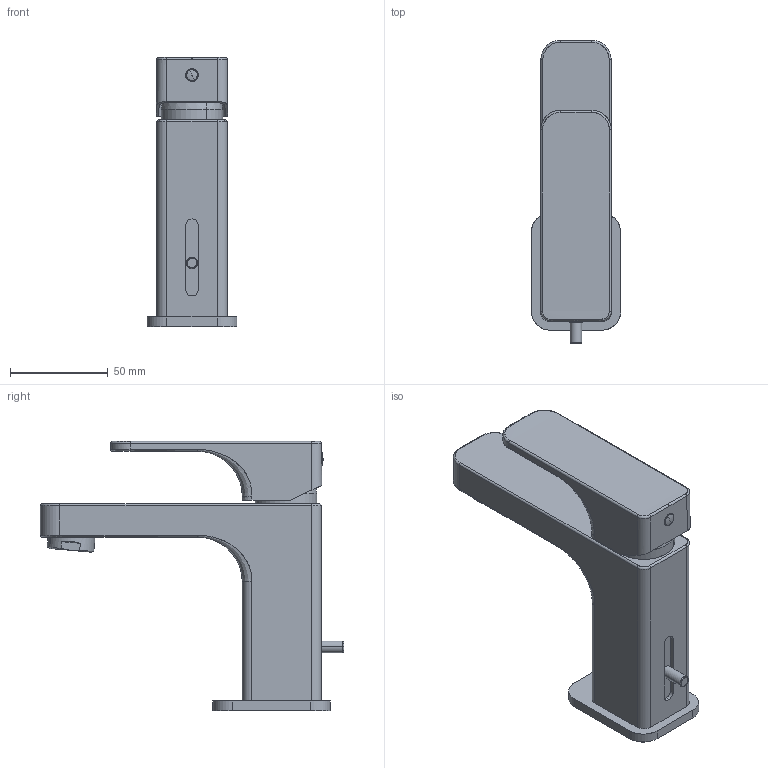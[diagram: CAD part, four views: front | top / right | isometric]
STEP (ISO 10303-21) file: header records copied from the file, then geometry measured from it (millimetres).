
FILE_DESCRIPTION(('CATIA V5 STEP Exchange','CAx-IF Rec.Pracs.--- Model Styling and Organization---1.5--- 2016-08-15','CAx-IF Rec.Pracs.---Supplemental Geometry---1.0---2011-11-01','CAx-IF Rec.Pracs.--- Composite Materials ---3.4---2017-06-13','CAx-IF Rec.Pracs.---Tessellated 3D Geometry---1.0---2015-12-17'),'2;1');
FILE_NAME('CU000511.stp','2024-07-09T06:34:30+00:00',('none'),('none'),'CATIA Version 5-6 Release 2020 SP2','CATIA V5 STEP AP242 v2','none');
FILE_SCHEMA(('AP242_MANAGED_MODEL_BASED_3D_ENGINEERING_MIM_LF {1 0 10303 442 1 1 4}'));
Length unit declared in the file: millimetre
Products named in the file (1): CU00051
Bounding box: 46 x 155.5 x 138.1 mm (x, y, z)
Surface area: 62926.8 mm2 (no closed solid volume)
Topology: 0 solids, 311 shells, 311 faces, 1437 edges, 1424 vertices
Faces by surface type: cylinder 127, plane 79, revolution 75, bspline 30
Entity records: 19967 total; most frequent: CARTESIAN_POINT 9020, DIRECTION 1565, EDGE_CURVE 1424, ORIENTED_EDGE 1424, VERTEX_POINT 1424, AXIS2_PLACEMENT_3D 723, VECTOR 562, LINE 562
